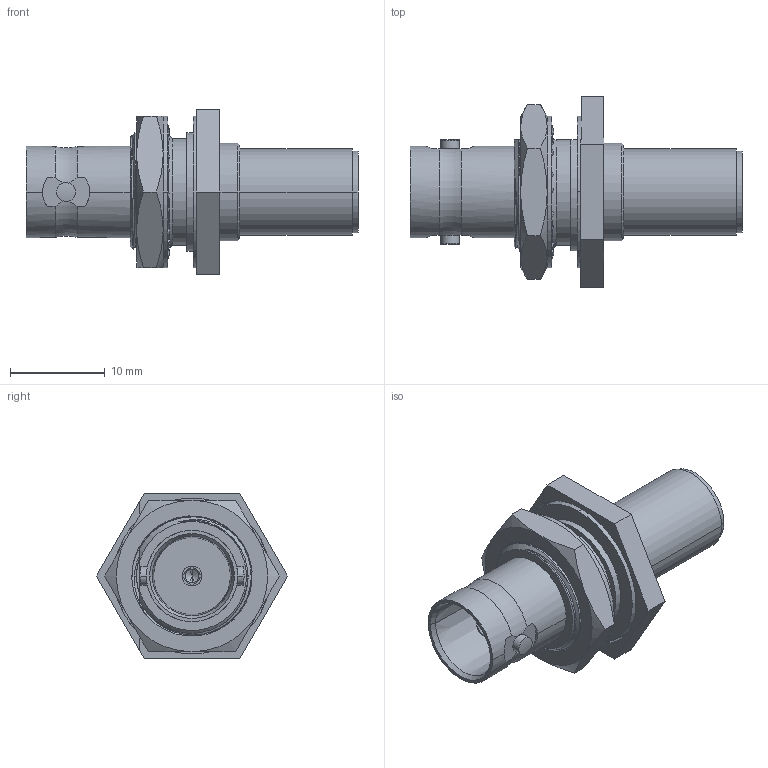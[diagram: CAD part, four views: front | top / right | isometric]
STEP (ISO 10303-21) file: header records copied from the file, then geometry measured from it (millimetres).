
FILE_DESCRIPTION((''),'2;1');
FILE_NAME('112662-10_SW0001','2019-03-04T',('Viji'),(''),'CREO PARAMETRIC BY PTC INC, 2017020','CREO PARAMETRIC BY PTC INC, 2017020','');
FILE_SCHEMA(('CONFIG_CONTROL_DESIGN'));
Length unit declared in the file: inch
Products named in the file (1): 112662-10_SW0001
Bounding box: 35.1 x 20.21 x 17.5 mm (x, y, z)
Volume: 2765.3 mm3; surface area: 2907.7 mm2
Topology: 1 solids, 1 shells, 290 faces, 785 edges, 503 vertices
Faces by surface type: bspline 104, cylinder 89, plane 60, cone 35, torus 2
Entity records: 15072 total; most frequent: CARTESIAN_POINT 8503, ORIENTED_EDGE 1566, DIRECTION 1040, EDGE_CURVE 783, VERTEX_POINT 503, AXIS2_PLACEMENT_3D 386, B_SPLINE_CURVE_WITH_KNOTS 315, EDGE_LOOP 306
